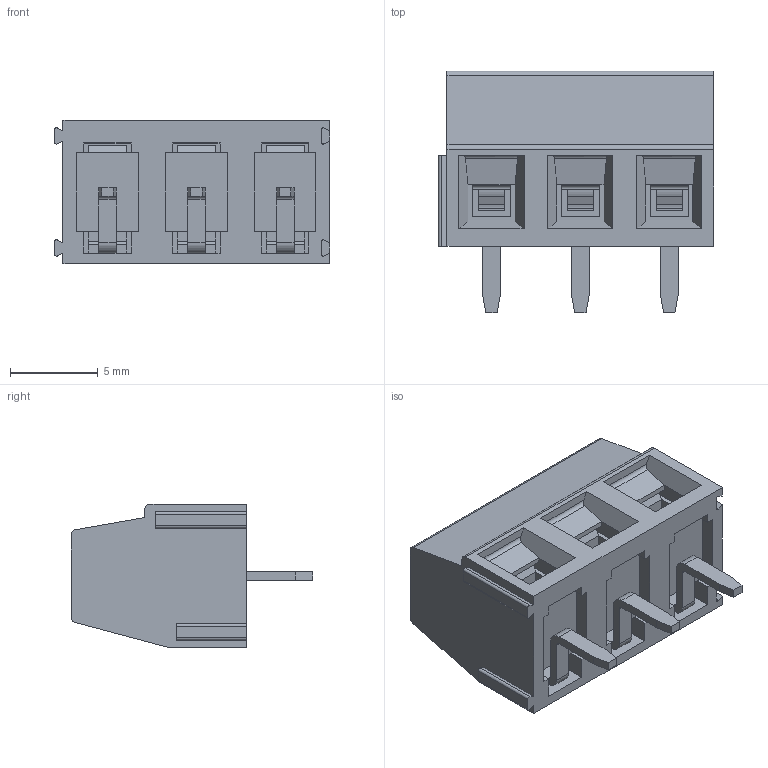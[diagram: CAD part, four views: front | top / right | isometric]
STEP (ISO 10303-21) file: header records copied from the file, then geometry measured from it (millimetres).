
FILE_DESCRIPTION (( 'STEP AP214' ), '1' );
FILE_NAME ('TB006-508-03BE.STEP', '2021-07-12T09:29:46', ( '' ), ( '' ), 'SwSTEP 2.0', 'SolidWorks 2017', '' );
FILE_SCHEMA (( 'AUTOMOTIVE_DESIGN' ));
Length unit declared in the file: millimetre
Products named in the file (1): TB006-508-03BE
Bounding box: 15.74 x 13.8 x 8.2 mm (x, y, z)
Volume: 822.2 mm3; surface area: 2060.5 mm2
Topology: 10 solids, 10 shells, 451 faces, 1230 edges, 799 vertices
Faces by surface type: plane 247, cylinder 153, cone 18, bspline 18, torus 15
Entity records: 21154 total; most frequent: CARTESIAN_POINT 9951, ORIENTED_EDGE 2460, DIRECTION 2122, EDGE_CURVE 1230, VERTEX_POINT 799, VECTOR 798, LINE 798, AXIS2_PLACEMENT_3D 662
